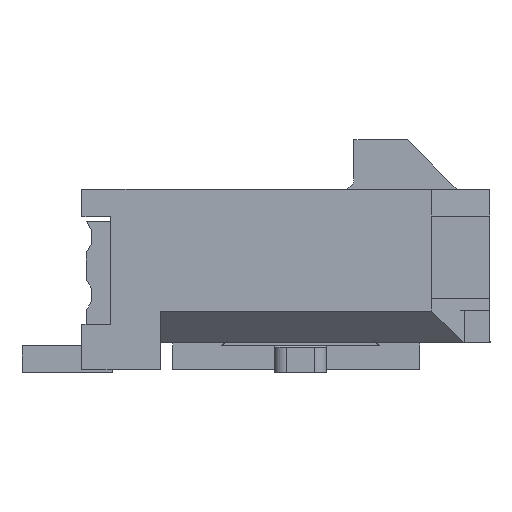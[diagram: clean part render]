
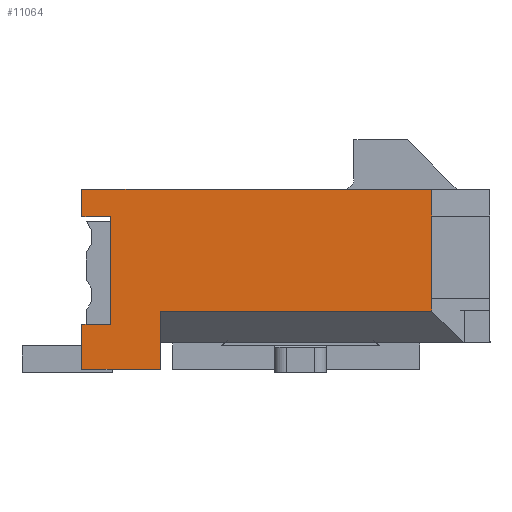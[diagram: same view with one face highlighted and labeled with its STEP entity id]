
A CAD part, front view. The second image highlights one B-rep face of the part: STEP entity #11064.
In plain terms, the highlighted face is planar.
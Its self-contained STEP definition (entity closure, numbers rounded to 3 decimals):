
#790=ORIENTED_EDGE('',*,*,#2787,.T.);
#791=ORIENTED_EDGE('',*,*,#2790,.T.);
#792=ORIENTED_EDGE('',*,*,#2956,.T.);
#793=ORIENTED_EDGE('',*,*,#2932,.T.);
#794=ORIENTED_EDGE('',*,*,#2920,.F.);
#795=ORIENTED_EDGE('',*,*,#2938,.T.);
#796=ORIENTED_EDGE('',*,*,#2940,.F.);
#797=ORIENTED_EDGE('',*,*,#2856,.F.);
#798=ORIENTED_EDGE('',*,*,#2899,.F.);
#799=ORIENTED_EDGE('',*,*,#2957,.T.);
#800=ORIENTED_EDGE('',*,*,#2958,.T.);
#801=ORIENTED_EDGE('',*,*,#2784,.T.);
#2784=EDGE_CURVE('',#3892,#3895,#4687,.T.);
#2787=EDGE_CURVE('',#3895,#3897,#4690,.T.);
#2790=EDGE_CURVE('',#3897,#3899,#4693,.T.);
#2856=EDGE_CURVE('',#3944,#3945,#4759,.T.);
#2899=EDGE_CURVE('',#3974,#3944,#4799,.T.);
#2920=EDGE_CURVE('',#3985,#3986,#4820,.T.);
#2932=EDGE_CURVE('',#3994,#3986,#4832,.T.);
#2938=EDGE_CURVE('',#3985,#3995,#4838,.T.);
#2940=EDGE_CURVE('',#3945,#3995,#4840,.T.);
#2956=EDGE_CURVE('',#3899,#3994,#4856,.T.);
#2957=EDGE_CURVE('',#3974,#4003,#4857,.T.);
#2958=EDGE_CURVE('',#4003,#3892,#4858,.T.);
#3892=VERTEX_POINT('',#14703);
#3895=VERTEX_POINT('',#14708);
#3897=VERTEX_POINT('',#14714);
#3899=VERTEX_POINT('',#14720);
#3944=VERTEX_POINT('',#14852);
#3945=VERTEX_POINT('',#14854);
#3974=VERTEX_POINT('',#14939);
#3985=VERTEX_POINT('',#14976);
#3986=VERTEX_POINT('',#14978);
#3994=VERTEX_POINT('',#15001);
#3995=VERTEX_POINT('',#15009);
#4003=VERTEX_POINT('',#15041);
#4687=LINE('',#14709,#5819);
#4690=LINE('',#14715,#5822);
#4693=LINE('',#14721,#5825);
#4759=LINE('',#14853,#5891);
#4799=LINE('',#14938,#5931);
#4820=LINE('',#14977,#5952);
#4832=LINE('',#15000,#5964);
#4838=LINE('',#15010,#5970);
#4840=LINE('',#15013,#5972);
#4856=LINE('',#15039,#5988);
#4857=LINE('',#15040,#5989);
#4858=LINE('',#15042,#5990);
#5819=VECTOR('',#12415,1000.);
#5822=VECTOR('',#12420,1000.);
#5825=VECTOR('',#12425,1000.);
#5891=VECTOR('',#12533,1000.);
#5931=VECTOR('',#12605,1000.);
#5952=VECTOR('',#12638,1000.);
#5964=VECTOR('',#12656,1000.);
#5970=VECTOR('',#12666,1000.);
#5972=VECTOR('',#12670,1000.);
#5988=VECTOR('',#12692,1000.);
#5989=VECTOR('',#12693,1000.);
#5990=VECTOR('',#12694,1000.);
#6717=EDGE_LOOP('',(#790,#791,#792,#793,#794,#795,#796,#797,#798,#799,#800,
#801));
#7169=FACE_BOUND('',#6717,.T.);
#7619=PLANE('',#11507);
#11064=ADVANCED_FACE('',(#7169),#7619,.T.);
#11507=AXIS2_PLACEMENT_3D('',#15038,#12690,#12691);
#12415=DIRECTION('',(0.,-1.,0.));
#12420=DIRECTION('',(0.,0.,-1.));
#12425=DIRECTION('',(0.,1.,0.));
#12533=DIRECTION('',(0.,0.,-1.));
#12605=DIRECTION('',(0.,0.,-1.));
#12638=DIRECTION('',(0.,0.,-1.));
#12656=DIRECTION('',(0.,-1.,0.));
#12666=DIRECTION('',(0.,-1.,0.));
#12670=DIRECTION('',(0.,0.,-1.));
#12690=DIRECTION('',(-1.,0.,0.));
#12691=DIRECTION('',(0.,0.,1.));
#12692=DIRECTION('',(0.,0.,-1.));
#12693=DIRECTION('',(0.,1.,0.));
#12694=DIRECTION('',(0.,0.,-1.));
#14703=CARTESIAN_POINT('',(-10.825,4.95,1.515));
#14708=CARTESIAN_POINT('',(-10.825,4.25,1.515));
#14709=CARTESIAN_POINT('',(-10.825,0.,1.515));
#14714=CARTESIAN_POINT('',(-10.825,4.25,-1.085));
#14715=CARTESIAN_POINT('',(-10.825,4.25,0.));
#14720=CARTESIAN_POINT('',(-10.825,4.95,-1.085));
#14721=CARTESIAN_POINT('',(-10.825,0.,-1.085));
#14852=CARTESIAN_POINT('',(-10.825,-3.536,1.535));
#14853=CARTESIAN_POINT('',(-10.825,-3.536,1.535));
#14854=CARTESIAN_POINT('',(-10.825,-3.536,-0.465));
#14938=CARTESIAN_POINT('',(-10.825,-3.536,0.));
#14939=CARTESIAN_POINT('',(-10.825,-3.536,2.185));
#14976=CARTESIAN_POINT('',(-10.825,3.05,-0.771));
#14977=CARTESIAN_POINT('',(-10.825,3.05,-2.185));
#14978=CARTESIAN_POINT('',(-10.825,3.05,-2.185));
#15000=CARTESIAN_POINT('',(-10.825,4.95,-2.185));
#15001=CARTESIAN_POINT('',(-10.825,4.95,-2.185));
#15009=CARTESIAN_POINT('',(-10.825,-3.536,-0.771));
#15010=CARTESIAN_POINT('',(-10.825,3.05,-0.771));
#15013=CARTESIAN_POINT('',(-10.825,-3.536,0.));
#15038=CARTESIAN_POINT('',(-10.825,0.,0.));
#15039=CARTESIAN_POINT('',(-10.825,4.95,2.185));
#15040=CARTESIAN_POINT('',(-10.825,-4.95,2.185));
#15041=CARTESIAN_POINT('',(-10.825,4.95,2.185));
#15042=CARTESIAN_POINT('',(-10.825,4.95,2.185));
